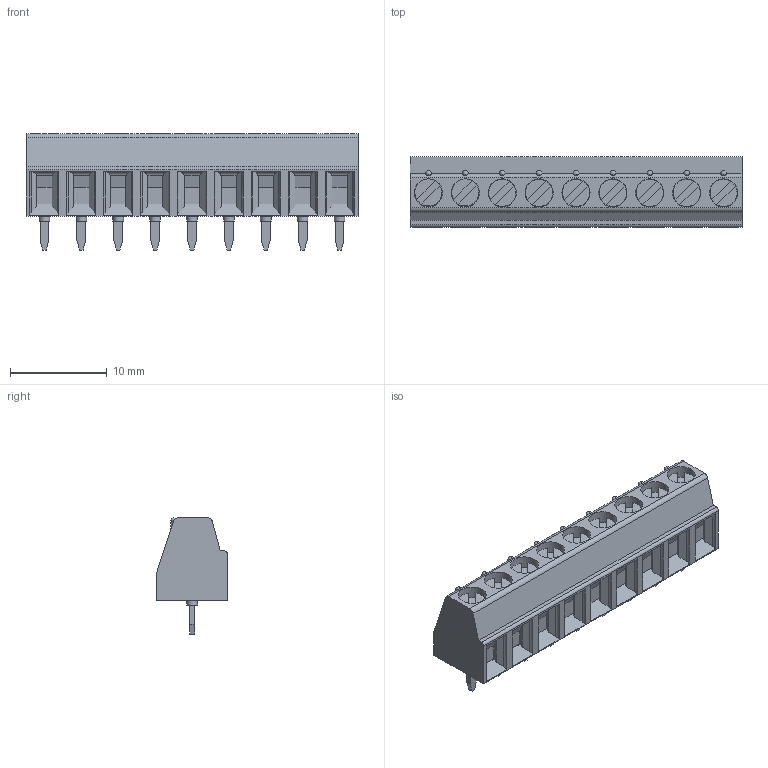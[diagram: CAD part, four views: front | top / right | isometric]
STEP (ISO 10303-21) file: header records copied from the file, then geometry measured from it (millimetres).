
FILE_DESCRIPTION(/* description */ (''),/* implementation_level */ '2;1');
FILE_NAME(/* name */ 'PHOENIX_1727081.stp',/* time_stamp */ '2017-08-30T10:33:21+02:00',/* author */ ('jchouvet'),/* organization */ (''),/* preprocessor_version */ 'ST-DEVELOPER v16.1',/* originating_system */ 'AutoCAD Mechanical',/* authorisation */ '');
FILE_SCHEMA (('AUTOMOTIVE_DESIGN { 1 0 10303 214 3 1 1 }'));
Length unit declared in the file: millimetre
Products named in the file (1): Product
Bounding box: 34.29 x 7.3 x 12 mm (x, y, z)
Volume: 1677.2 mm3; surface area: 1718.7 mm2
Topology: 37 solids, 37 shells, 416 faces, 1005 edges, 667 vertices
Faces by surface type: plane 323, cylinder 75, cone 9, bspline 9
Full cylindrical faces by diameter (mm): 0.457 x1, 1.1 x9, 2.8 x9, 2.9 x9
Entity records: 12347 total; most frequent: CARTESIAN_POINT 2718, DIRECTION 1943, ORIENTED_EDGE 1900, EDGE_CURVE 950, LINE 719, VECTOR 719, VERTEX_POINT 658, AXIS2_PLACEMENT_3D 612
